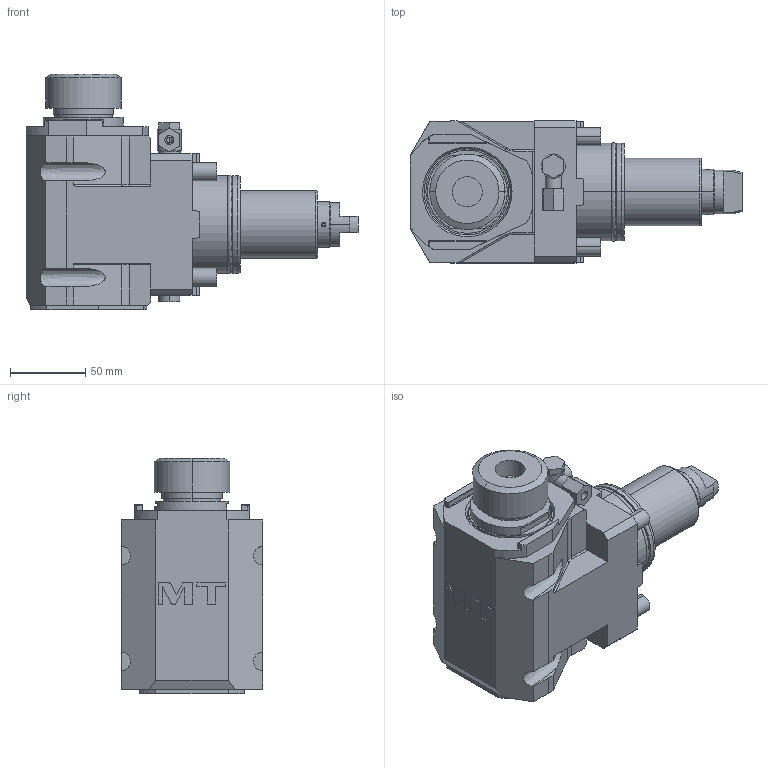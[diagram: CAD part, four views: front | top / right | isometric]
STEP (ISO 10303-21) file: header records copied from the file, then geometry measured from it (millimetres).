
FILE_DESCRIPTION((''),'2;1');
FILE_NAME('EMG0100132_CONF','2023-12-15T14:28:20',('gvalli'),('M.T. srl'),'CREO PARAMETRIC BY PTC INC, 2021072','CREO PARAMETRIC BY PTC INC, 2021072','');
FILE_SCHEMA(('CONFIG_CONTROL_DESIGN'));
Length unit declared in the file: millimetre
Products named in the file (1): EMG0100132_CONF
Bounding box: 220 x 94 x 156.16 mm (x, y, z)
Volume: 1307427.8 mm3; surface area: 102843.1 mm2
Topology: 1 solids, 1 shells, 346 faces, 859 edges, 550 vertices
Faces by surface type: plane 198, cylinder 106, cone 20, torus 16, bspline 4, extrusion 2
Entity records: 11419 total; most frequent: CARTESIAN_POINT 3049, DIRECTION 1737, ORIENTED_EDGE 1718, EDGE_CURVE 859, AXIS2_PLACEMENT_3D 592, VECTOR 553, LINE 551, VERTEX_POINT 550
